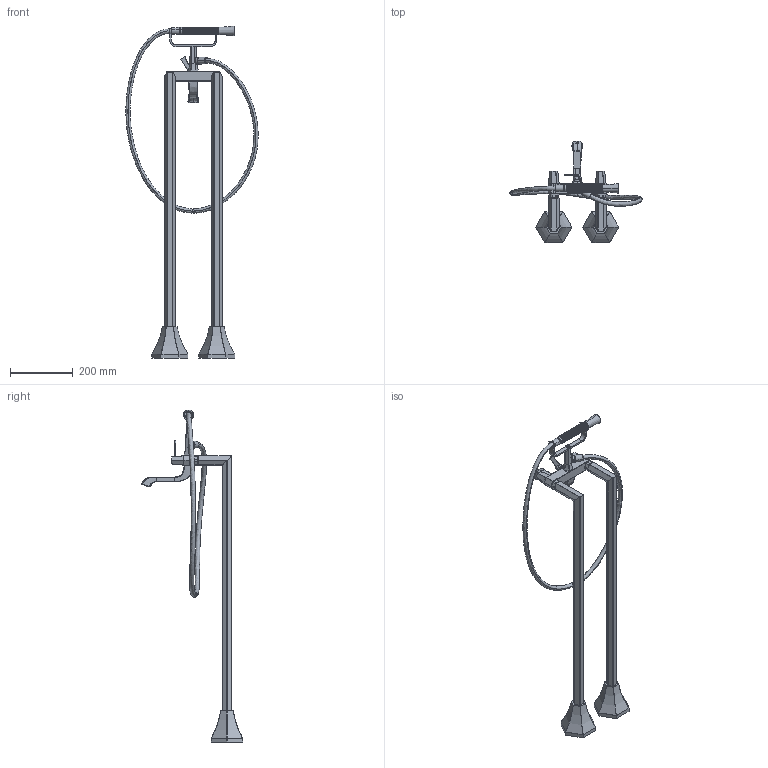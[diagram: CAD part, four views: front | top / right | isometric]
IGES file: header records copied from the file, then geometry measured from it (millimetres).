
Start section: START RECORD GO HERE.
Global section: file name: CF004200 - rendering 1 .igs; native system: DASSAULT SYSTEMES CATIA Version 5-6 Release 2020 - www.3ds.com; preprocessor: V5-6R2020_5.30.2.0.05-20-2020.20.00; author: ute07; organization: CISALNT1; date: 20210706.122101; units: millimetre
Bounding box: 422.69 x 323.44 x 1061.23 mm (x, y, z)
Surface area: 418684.9 mm2 (no closed solid volume)
Topology: 0 solids, 0 shells, 2525 faces, 11476 edges, 11420 vertices
Faces by surface type: revolution 1681, plane 708, bspline 132, extrusion 4
